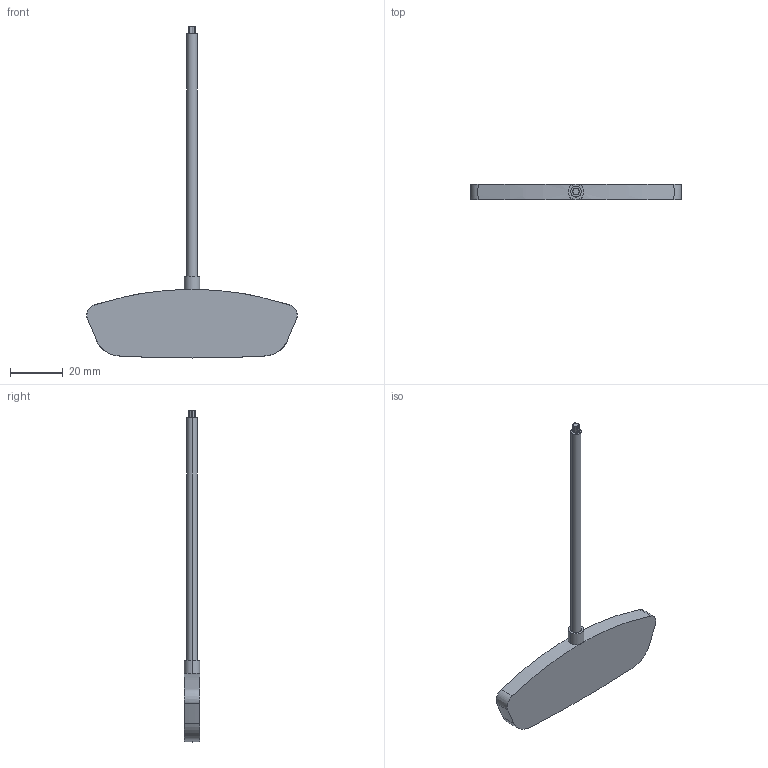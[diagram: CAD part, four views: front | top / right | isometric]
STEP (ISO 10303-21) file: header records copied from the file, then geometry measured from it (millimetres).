
FILE_DESCRIPTION(/* description */ (''),/* implementation_level */ '2;1');
FILE_NAME(/* name */ 'TKY10T.stp',/* time_stamp */ '2022-02-03T10:43:17+09:00',/* author */ (''),/* organization */ (''),/* preprocessor_version */ 'ST-DEVELOPER v16',/* originating_system */ 'SIEMENS PLM Software NX 10.0',/* authorisation */ '');
FILE_SCHEMA (('AUTOMOTIVE_DESIGN { 1 0 10303 214 3 1 1 1 }'));
Length unit declared in the file: millimetre
Products named in the file (1): TKY10T
Bounding box: 79.97 x 6 x 126 mm (x, y, z)
Volume: 11855.9 mm3; surface area: 5885 mm2
Topology: 1 solids, 1 shells, 31 faces, 82 edges, 54 vertices
Faces by surface type: cylinder 16, plane 5, sphere 4, torus 4, cone 2
Entity records: 1234 total; most frequent: CARTESIAN_POINT 396, DIRECTION 188, ORIENTED_EDGE 160, AXIS2_PLACEMENT_3D 86, EDGE_CURVE 80, VERTEX_POINT 53, CIRCLE 52, EDGE_LOOP 33
